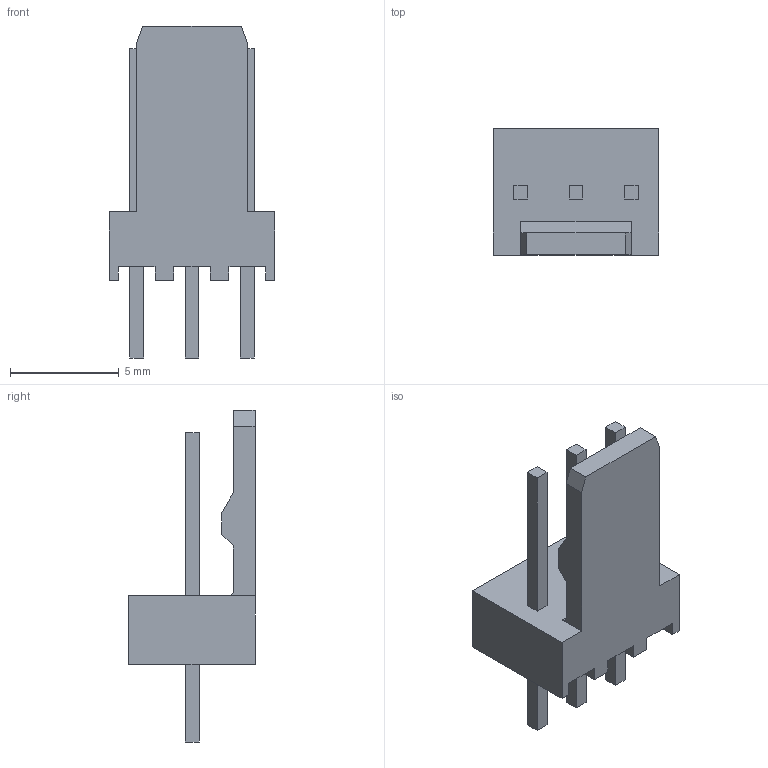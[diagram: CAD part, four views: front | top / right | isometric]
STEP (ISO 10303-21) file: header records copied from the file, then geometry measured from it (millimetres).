
FILE_DESCRIPTION(/* description */ (''),/* implementation_level */ '2;1');
FILE_NAME(/* name */ 'MOLEX_22-27-2031.stp',/* time_stamp */ '2016-12-21T17:50:14+01:00',/* author */ ('riccim'),/* organization */ (''),/* preprocessor_version */ 'ST-DEVELOPER v15.5',/* originating_system */ 'AutoCAD Mechanical',/* authorisation */ '');
FILE_SCHEMA (('AUTOMOTIVE_DESIGN { 1 0 10303 214 3 1 1 }'));
Length unit declared in the file: millimetre
Products named in the file (1): Product
Bounding box: 7.62 x 5.8 x 15.26 mm (x, y, z)
Volume: 183.2 mm3; surface area: 423.7 mm2
Topology: 4 solids, 4 shells, 59 faces, 153 edges, 102 vertices
Faces by surface type: plane 58, cylinder 1
Entity records: 1817 total; most frequent: CARTESIAN_POINT 315, ORIENTED_EDGE 306, DIRECTION 275, EDGE_CURVE 153, LINE 151, VECTOR 151, VERTEX_POINT 102, EDGE_LOOP 65
